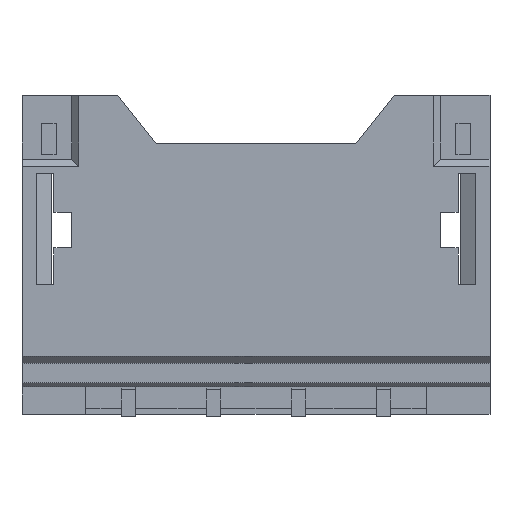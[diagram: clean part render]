
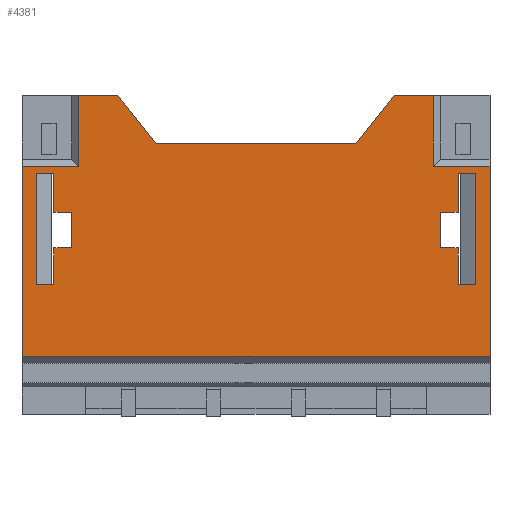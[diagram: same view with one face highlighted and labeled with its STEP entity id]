
A CAD part, front view. The second image highlights one B-rep face of the part: STEP entity #4381.
In plain terms, the highlighted planar face has unit normal (0, -1, 0).
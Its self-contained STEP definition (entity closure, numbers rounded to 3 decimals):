
#140=FACE_BOUND('',#409,.T.);
#141=FACE_BOUND('',#410,.T.);
#189=FACE_OUTER_BOUND('',#408,.T.);
#408=EDGE_LOOP('',(#3205,#3206,#3207,#3208,#3209,#3210,#3211,#3212,#3213,
#3214,#3215,#3216));
#409=EDGE_LOOP('',(#3217,#3218,#3219,#3220,#3221,#3222,#3223,#3224));
#410=EDGE_LOOP('',(#3225,#3226,#3227,#3228,#3229,#3230,#3231,#3232));
#598=LINE('',#5901,#1215);
#635=LINE('',#5976,#1252);
#647=LINE('',#6000,#1264);
#657=LINE('',#6020,#1274);
#665=LINE('',#6036,#1282);
#812=LINE('',#6321,#1429);
#822=LINE('',#6341,#1439);
#826=LINE('',#6348,#1443);
#827=LINE('',#6352,#1444);
#828=LINE('',#6353,#1445);
#829=LINE('',#6355,#1446);
#830=LINE('',#6357,#1447);
#831=LINE('',#6358,#1448);
#832=LINE('',#6360,#1449);
#833=LINE('',#6362,#1450);
#834=LINE('',#6363,#1451);
#835=LINE('',#6366,#1452);
#836=LINE('',#6367,#1453);
#837=LINE('',#6368,#1454);
#838=LINE('',#6370,#1455);
#839=LINE('',#6372,#1456);
#840=LINE('',#6373,#1457);
#841=LINE('',#6376,#1458);
#842=LINE('',#6378,#1459);
#843=LINE('',#6379,#1460);
#844=LINE('',#6380,#1461);
#845=LINE('',#6382,#1462);
#846=LINE('',#6383,#1463);
#1215=VECTOR('',#4813,0.55);
#1252=VECTOR('',#4858,0.25);
#1264=VECTOR('',#4872,0.25);
#1274=VECTOR('',#4886,0.25);
#1282=VECTOR('',#4896,0.25);
#1429=VECTOR('',#5107,0.55);
#1439=VECTOR('',#5119,1.);
#1443=VECTOR('',#5125,0.8);
#1444=VECTOR('',#5128,0.8);
#1445=VECTOR('',#5129,1.);
#1446=VECTOR('',#5130,0.868);
#1447=VECTOR('',#5131,2.82);
#1448=VECTOR('',#5132,0.868);
#1449=VECTOR('',#5133,2.68);
#1450=VECTOR('',#5134,6.6);
#1451=VECTOR('',#5135,2.68);
#1452=VECTOR('',#5136,0.25);
#1453=VECTOR('',#5137,0.52);
#1454=VECTOR('',#5138,1.57);
#1455=VECTOR('',#5139,0.55);
#1456=VECTOR('',#5140,0.25);
#1457=VECTOR('',#5141,0.5);
#1458=VECTOR('',#5142,0.5);
#1459=VECTOR('',#5143,0.25);
#1460=VECTOR('',#5144,0.55);
#1461=VECTOR('',#5145,1.57);
#1462=VECTOR('',#5146,0.52);
#1463=VECTOR('',#5147,0.25);
#1832=VERTEX_POINT('',#5898);
#1833=VERTEX_POINT('',#5900);
#1866=VERTEX_POINT('',#5973);
#1867=VERTEX_POINT('',#5975);
#1877=VERTEX_POINT('',#5997);
#1878=VERTEX_POINT('',#5999);
#1885=VERTEX_POINT('',#6017);
#1886=VERTEX_POINT('',#6019);
#1892=VERTEX_POINT('',#6033);
#1893=VERTEX_POINT('',#6035);
#1998=VERTEX_POINT('',#6318);
#1999=VERTEX_POINT('',#6320);
#2008=VERTEX_POINT('',#6339);
#2010=VERTEX_POINT('',#6346);
#2011=VERTEX_POINT('',#6350);
#2012=VERTEX_POINT('',#6351);
#2013=VERTEX_POINT('',#6354);
#2014=VERTEX_POINT('',#6356);
#2015=VERTEX_POINT('',#6359);
#2016=VERTEX_POINT('',#6361);
#2017=VERTEX_POINT('',#6364);
#2018=VERTEX_POINT('',#6365);
#2019=VERTEX_POINT('',#6369);
#2020=VERTEX_POINT('',#6371);
#2021=VERTEX_POINT('',#6374);
#2022=VERTEX_POINT('',#6375);
#2023=VERTEX_POINT('',#6377);
#2024=VERTEX_POINT('',#6381);
#2248=EDGE_CURVE('',#1832,#1833,#598,.T.);
#2285=EDGE_CURVE('',#1867,#1866,#635,.T.);
#2297=EDGE_CURVE('',#1878,#1877,#647,.T.);
#2307=EDGE_CURVE('',#1885,#1886,#657,.T.);
#2315=EDGE_CURVE('',#1892,#1893,#665,.T.);
#2462=EDGE_CURVE('',#1998,#1999,#812,.T.);
#2472=EDGE_CURVE('',#1832,#2008,#822,.T.);
#2476=EDGE_CURVE('',#2010,#2008,#826,.T.);
#2477=EDGE_CURVE('',#2011,#2012,#827,.T.);
#2478=EDGE_CURVE('',#1999,#2011,#828,.T.);
#2479=EDGE_CURVE('',#1998,#2013,#829,.T.);
#2480=EDGE_CURVE('',#2013,#2014,#830,.T.);
#2481=EDGE_CURVE('',#2014,#1833,#831,.T.);
#2482=EDGE_CURVE('',#2015,#2010,#832,.T.);
#2483=EDGE_CURVE('',#2015,#2016,#833,.T.);
#2484=EDGE_CURVE('',#2012,#2016,#834,.T.);
#2485=EDGE_CURVE('',#2017,#2018,#835,.T.);
#2486=EDGE_CURVE('',#1886,#2018,#836,.T.);
#2487=EDGE_CURVE('',#1885,#1867,#837,.T.);
#2488=EDGE_CURVE('',#2019,#1866,#838,.T.);
#2489=EDGE_CURVE('',#2019,#2020,#839,.T.);
#2490=EDGE_CURVE('',#2020,#2017,#840,.T.);
#2491=EDGE_CURVE('',#2021,#2022,#841,.T.);
#2492=EDGE_CURVE('',#2022,#2023,#842,.T.);
#2493=EDGE_CURVE('',#2023,#1878,#843,.T.);
#2494=EDGE_CURVE('',#1893,#1877,#844,.T.);
#2495=EDGE_CURVE('',#1892,#2024,#845,.T.);
#2496=EDGE_CURVE('',#2024,#2021,#846,.T.);
#3205=ORIENTED_EDGE('',*,*,#2477,.F.);
#3206=ORIENTED_EDGE('',*,*,#2478,.F.);
#3207=ORIENTED_EDGE('',*,*,#2462,.F.);
#3208=ORIENTED_EDGE('',*,*,#2479,.T.);
#3209=ORIENTED_EDGE('',*,*,#2480,.T.);
#3210=ORIENTED_EDGE('',*,*,#2481,.T.);
#3211=ORIENTED_EDGE('',*,*,#2248,.F.);
#3212=ORIENTED_EDGE('',*,*,#2472,.T.);
#3213=ORIENTED_EDGE('',*,*,#2476,.F.);
#3214=ORIENTED_EDGE('',*,*,#2482,.F.);
#3215=ORIENTED_EDGE('',*,*,#2483,.T.);
#3216=ORIENTED_EDGE('',*,*,#2484,.F.);
#3217=ORIENTED_EDGE('',*,*,#2485,.T.);
#3218=ORIENTED_EDGE('',*,*,#2486,.F.);
#3219=ORIENTED_EDGE('',*,*,#2307,.F.);
#3220=ORIENTED_EDGE('',*,*,#2487,.T.);
#3221=ORIENTED_EDGE('',*,*,#2285,.T.);
#3222=ORIENTED_EDGE('',*,*,#2488,.F.);
#3223=ORIENTED_EDGE('',*,*,#2489,.T.);
#3224=ORIENTED_EDGE('',*,*,#2490,.T.);
#3225=ORIENTED_EDGE('',*,*,#2491,.T.);
#3226=ORIENTED_EDGE('',*,*,#2492,.T.);
#3227=ORIENTED_EDGE('',*,*,#2493,.T.);
#3228=ORIENTED_EDGE('',*,*,#2297,.T.);
#3229=ORIENTED_EDGE('',*,*,#2494,.F.);
#3230=ORIENTED_EDGE('',*,*,#2315,.F.);
#3231=ORIENTED_EDGE('',*,*,#2495,.T.);
#3232=ORIENTED_EDGE('',*,*,#2496,.T.);
#4169=PLANE('',#4613);
#4381=ADVANCED_FACE('',(#189,#140,#141),#4169,.F.);
#4613=AXIS2_PLACEMENT_3D('',#6349,#5126,#5127);
#4813=DIRECTION('',(1.,0.,0.));
#4858=DIRECTION('',(1.,0.,0.));
#4872=DIRECTION('',(1.,0.,0.));
#4886=DIRECTION('',(1.,0.,0.));
#4896=DIRECTION('',(1.,0.,0.));
#5107=DIRECTION('',(1.,0.,0.));
#5119=DIRECTION('',(0.,0.,-1.));
#5125=DIRECTION('',(1.,0.,0.));
#5126=DIRECTION('center_axis',(0.,1.,0.));
#5127=DIRECTION('ref_axis',(1.,0.,0.));
#5128=DIRECTION('',(1.,0.,0.));
#5129=DIRECTION('',(0.,0.,-1.));
#5130=DIRECTION('',(-0.622,0.,-0.783));
#5131=DIRECTION('',(-1.,0.,0.));
#5132=DIRECTION('',(-0.622,0.,0.783));
#5133=DIRECTION('',(0.,0.,1.));
#5134=DIRECTION('',(1.,0.,0.));
#5135=DIRECTION('',(0.,0.,-1.));
#5136=DIRECTION('',(-1.,0.,0.));
#5137=DIRECTION('',(0.,0.,1.));
#5138=DIRECTION('',(0.,0.,1.));
#5139=DIRECTION('',(0.,0.,1.));
#5140=DIRECTION('',(1.,0.,0.));
#5141=DIRECTION('',(0.,0.,-1.));
#5142=DIRECTION('',(0.,0.,1.));
#5143=DIRECTION('',(1.,0.,0.));
#5144=DIRECTION('',(0.,0.,1.));
#5145=DIRECTION('',(0.,0.,1.));
#5146=DIRECTION('',(0.,0.,1.));
#5147=DIRECTION('',(-1.,0.,0.));
#5898=CARTESIAN_POINT('',(-2.5,-1.4,2.25));
#5900=CARTESIAN_POINT('',(-1.95,-1.4,2.25));
#5901=CARTESIAN_POINT('',(-2.5,-1.4,2.25));
#5973=CARTESIAN_POINT('',(-2.85,-1.4,1.15));
#5975=CARTESIAN_POINT('',(-3.1,-1.4,1.15));
#5976=CARTESIAN_POINT('',(-3.1,-1.4,1.15));
#5997=CARTESIAN_POINT('',(3.1,-1.4,1.15));
#5999=CARTESIAN_POINT('',(2.85,-1.4,1.15));
#6000=CARTESIAN_POINT('',(2.85,-1.4,1.15));
#6017=CARTESIAN_POINT('',(-3.1,-1.4,-0.42));
#6019=CARTESIAN_POINT('',(-2.85,-1.4,-0.42));
#6020=CARTESIAN_POINT('',(-3.1,-1.4,-0.42));
#6033=CARTESIAN_POINT('',(2.85,-1.4,-0.42));
#6035=CARTESIAN_POINT('',(3.1,-1.4,-0.42));
#6036=CARTESIAN_POINT('',(2.85,-1.4,-0.42));
#6318=CARTESIAN_POINT('',(1.95,-1.4,2.25));
#6320=CARTESIAN_POINT('',(2.5,-1.4,2.25));
#6321=CARTESIAN_POINT('',(1.95,-1.4,2.25));
#6339=CARTESIAN_POINT('',(-2.5,-1.4,1.25));
#6341=CARTESIAN_POINT('',(-2.5,-1.4,2.25));
#6346=CARTESIAN_POINT('',(-3.3,-1.4,1.25));
#6348=CARTESIAN_POINT('',(-3.3,-1.4,1.25));
#6349=CARTESIAN_POINT('Origin',(0.,-1.4,0.));
#6350=CARTESIAN_POINT('',(2.5,-1.4,1.25));
#6351=CARTESIAN_POINT('',(3.3,-1.4,1.25));
#6352=CARTESIAN_POINT('',(2.5,-1.4,1.25));
#6353=CARTESIAN_POINT('',(2.5,-1.4,2.25));
#6354=CARTESIAN_POINT('',(1.41,-1.4,1.57));
#6355=CARTESIAN_POINT('',(1.95,-1.4,2.25));
#6356=CARTESIAN_POINT('',(-1.41,-1.4,1.57));
#6357=CARTESIAN_POINT('',(1.41,-1.4,1.57));
#6358=CARTESIAN_POINT('',(-1.41,-1.4,1.57));
#6359=CARTESIAN_POINT('',(-3.3,-1.4,-1.43));
#6360=CARTESIAN_POINT('',(-3.3,-1.4,-1.43));
#6361=CARTESIAN_POINT('',(3.3,-1.4,-1.43));
#6362=CARTESIAN_POINT('',(-3.3,-1.4,-1.43));
#6363=CARTESIAN_POINT('',(3.3,-1.4,1.25));
#6364=CARTESIAN_POINT('',(-2.6,-1.4,0.1));
#6365=CARTESIAN_POINT('',(-2.85,-1.4,0.1));
#6366=CARTESIAN_POINT('',(-2.6,-1.4,0.1));
#6367=CARTESIAN_POINT('',(-2.85,-1.4,-0.42));
#6368=CARTESIAN_POINT('',(-3.1,-1.4,-0.42));
#6369=CARTESIAN_POINT('',(-2.85,-1.4,0.6));
#6370=CARTESIAN_POINT('',(-2.85,-1.4,0.6));
#6371=CARTESIAN_POINT('',(-2.6,-1.4,0.6));
#6372=CARTESIAN_POINT('',(-2.85,-1.4,0.6));
#6373=CARTESIAN_POINT('',(-2.6,-1.4,0.6));
#6374=CARTESIAN_POINT('',(2.6,-1.4,0.1));
#6375=CARTESIAN_POINT('',(2.6,-1.4,0.6));
#6376=CARTESIAN_POINT('',(2.6,-1.4,0.1));
#6377=CARTESIAN_POINT('',(2.85,-1.4,0.6));
#6378=CARTESIAN_POINT('',(2.6,-1.4,0.6));
#6379=CARTESIAN_POINT('',(2.85,-1.4,0.6));
#6380=CARTESIAN_POINT('',(3.1,-1.4,-0.42));
#6381=CARTESIAN_POINT('',(2.85,-1.4,0.1));
#6382=CARTESIAN_POINT('',(2.85,-1.4,-0.42));
#6383=CARTESIAN_POINT('',(2.85,-1.4,0.1));
